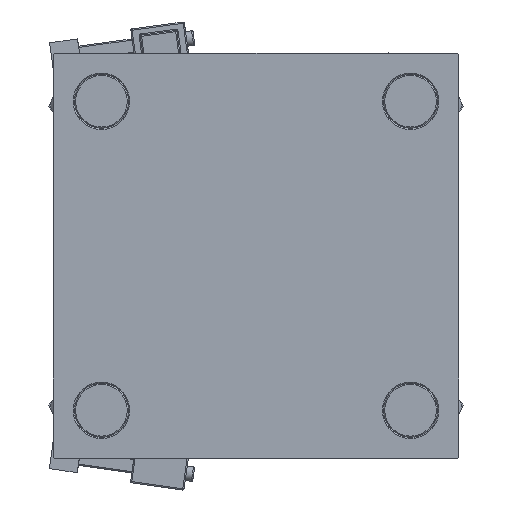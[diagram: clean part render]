
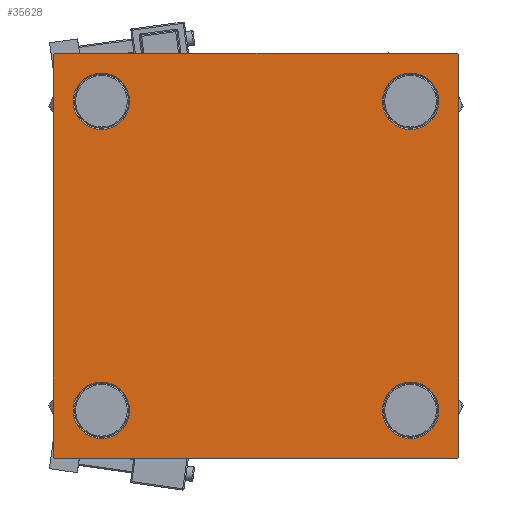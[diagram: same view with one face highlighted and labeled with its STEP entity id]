
A CAD part, left-side view. The second image highlights one B-rep face of the part: STEP entity #35628.
In plain terms, the highlighted planar face has unit normal (-1, 0, 0).
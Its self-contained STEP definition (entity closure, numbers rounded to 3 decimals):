
#415 = EDGE_LOOP ( 'NONE', ( #27082, #28299 ) ) ;
#597 = VECTOR ( 'NONE', #6300, 1000. ) ;
#647 = FACE_OUTER_BOUND ( 'NONE', #49859, .T. ) ;
#670 = DIRECTION ( 'NONE',  ( 0., 0.707, 0.707 ) ) ;
#1048 = EDGE_CURVE ( 'NONE', #44701, #15269, #1225, .T. ) ;
#1225 = LINE ( 'NONE', #26774, #597 ) ;
#1488 = CARTESIAN_POINT ( 'NONE',  ( 0., 82.5, 82.5 ) ) ;
#1521 = DIRECTION ( 'NONE',  ( 1., 0., 0. ) ) ;
#1583 = LINE ( 'NONE', #4818, #44503 ) ;
#2751 = EDGE_CURVE ( 'NONE', #5975, #12119, #42308, .T. ) ;
#2791 = DIRECTION ( 'NONE',  ( 1., 0., 0. ) ) ;
#3051 = CARTESIAN_POINT ( 'NONE',  ( 0., -82.25, -82.25 ) ) ;
#3198 = CARTESIAN_POINT ( 'NONE',  ( 0., -62.95, 74.45 ) ) ;
#3533 = EDGE_CURVE ( 'NONE', #8644, #5233, #4972, .T. ) ;
#4818 = CARTESIAN_POINT ( 'NONE',  ( 0., -82.5, 82.5 ) ) ;
#4972 = CIRCLE ( 'NONE', #11763, 11.5 ) ;
#5190 = VERTEX_POINT ( 'NONE', #7205 ) ;
#5233 = VERTEX_POINT ( 'NONE', #3198 ) ;
#5454 = CARTESIAN_POINT ( 'NONE',  ( 0., -82.5, -82. ) ) ;
#5936 = LINE ( 'NONE', #43197, #39989 ) ;
#5975 = VERTEX_POINT ( 'NONE', #18503 ) ;
#6300 = DIRECTION ( 'NONE',  ( 0., -1., 0. ) ) ;
#6485 = EDGE_CURVE ( 'NONE', #5190, #44701, #39625, .T. ) ;
#6661 = DIRECTION ( 'NONE',  ( 1., 0., 0. ) ) ;
#6873 = ORIENTED_EDGE ( 'NONE', *, *, #6485, .T. ) ;
#7099 = VECTOR ( 'NONE', #33952, 1000. ) ;
#7205 = CARTESIAN_POINT ( 'NONE',  ( 0., 82.5, -82. ) ) ;
#7548 = EDGE_CURVE ( 'NONE', #15269, #48469, #39508, .T. ) ;
#8499 = VECTOR ( 'NONE', #15397, 1000. ) ;
#8644 = VERTEX_POINT ( 'NONE', #47205 ) ;
#8723 = DIRECTION ( 'NONE',  ( 0., 0.707, -0.707 ) ) ;
#9180 = EDGE_CURVE ( 'NONE', #12119, #5975, #11831, .T. ) ;
#9489 = CARTESIAN_POINT ( 'NONE',  ( 0., 82.25, 82.25 ) ) ;
#9749 = CARTESIAN_POINT ( 'NONE',  ( 0., -62.95, -62.95 ) ) ;
#9842 = VERTEX_POINT ( 'NONE', #33966 ) ;
#10371 = CARTESIAN_POINT ( 'NONE',  ( 0., 62.95, 62.95 ) ) ;
#10466 = ORIENTED_EDGE ( 'NONE', *, *, #9180, .T. ) ;
#11233 = CARTESIAN_POINT ( 'NONE',  ( 0., 62.95, -62.95 ) ) ;
#11659 = EDGE_CURVE ( 'NONE', #9842, #5190, #5936, .T. ) ;
#11763 = AXIS2_PLACEMENT_3D ( 'NONE', #41730, #1521, #17746 ) ;
#11831 = CIRCLE ( 'NONE', #18625, 11.5 ) ;
#12119 = VERTEX_POINT ( 'NONE', #24122 ) ;
#12152 = ORIENTED_EDGE ( 'NONE', *, *, #11659, .T. ) ;
#12356 = FACE_BOUND ( 'NONE', #21400, .T. ) ;
#13253 = ORIENTED_EDGE ( 'NONE', *, *, #3533, .T. ) ;
#14209 = AXIS2_PLACEMENT_3D ( 'NONE', #38326, #37542, #46075 ) ;
#14686 = CARTESIAN_POINT ( 'NONE',  ( 0., 62.95, -51.45 ) ) ;
#15269 = VERTEX_POINT ( 'NONE', #42208 ) ;
#15397 = DIRECTION ( 'NONE',  ( 0., -0.707, -0.707 ) ) ;
#16344 = FACE_BOUND ( 'NONE', #30013, .T. ) ;
#16464 = ORIENTED_EDGE ( 'NONE', *, *, #1048, .T. ) ;
#16801 = AXIS2_PLACEMENT_3D ( 'NONE', #29589, #29341, #42842 ) ;
#16862 = DIRECTION ( 'NONE',  ( 0., 0., 1. ) ) ;
#16969 = DIRECTION ( 'NONE',  ( 1., 0., 0. ) ) ;
#17227 = EDGE_CURVE ( 'NONE', #41119, #9842, #41709, .T. ) ;
#17651 = CARTESIAN_POINT ( 'NONE',  ( 0., 82., 82.5 ) ) ;
#17746 = DIRECTION ( 'NONE',  ( 0., 0., 1. ) ) ;
#17970 = VERTEX_POINT ( 'NONE', #40701 ) ;
#18503 = CARTESIAN_POINT ( 'NONE',  ( 0., -62.95, -74.45 ) ) ;
#18625 = AXIS2_PLACEMENT_3D ( 'NONE', #9749, #30512, #41963 ) ;
#18865 = CARTESIAN_POINT ( 'NONE',  ( 0., 82.25, -82.25 ) ) ;
#19105 = EDGE_CURVE ( 'NONE', #41119, #38223, #21968, .T. ) ;
#19996 = AXIS2_PLACEMENT_3D ( 'NONE', #11233, #27477, #47197 ) ;
#20139 = CIRCLE ( 'NONE', #49914, 11.5 ) ;
#20837 = CIRCLE ( 'NONE', #29360, 11.5 ) ;
#21227 = CARTESIAN_POINT ( 'NONE',  ( 0., -62.95, 62.95 ) ) ;
#21400 = EDGE_LOOP ( 'NONE', ( #10466, #26621 ) ) ;
#21401 = CARTESIAN_POINT ( 'NONE',  ( 0., -82.25, 82.25 ) ) ;
#21743 = DIRECTION ( 'NONE',  ( 0., 0., 1. ) ) ;
#21968 = LINE ( 'NONE', #1488, #7099 ) ;
#22467 = ORIENTED_EDGE ( 'NONE', *, *, #42789, .T. ) ;
#22758 = FACE_BOUND ( 'NONE', #37928, .T. ) ;
#24122 = CARTESIAN_POINT ( 'NONE',  ( 0., -62.95, -51.45 ) ) ;
#25015 = AXIS2_PLACEMENT_3D ( 'NONE', #33368, #41110, #16862 ) ;
#25484 = EDGE_CURVE ( 'NONE', #49230, #51154, #29847, .T. ) ;
#26621 = ORIENTED_EDGE ( 'NONE', *, *, #2751, .T. ) ;
#26774 = CARTESIAN_POINT ( 'NONE',  ( 0., 82.5, -82.5 ) ) ;
#27082 = ORIENTED_EDGE ( 'NONE', *, *, #46242, .T. ) ;
#27257 = DIRECTION ( 'NONE',  ( 0., 0., 1. ) ) ;
#27477 = DIRECTION ( 'NONE',  ( 1., 0., 0. ) ) ;
#27789 = CARTESIAN_POINT ( 'NONE',  ( 0., 62.95, 62.95 ) ) ;
#27953 = VECTOR ( 'NONE', #43251, 1000. ) ;
#27983 = CARTESIAN_POINT ( 'NONE',  ( 0., -82.5, 82. ) ) ;
#28299 = ORIENTED_EDGE ( 'NONE', *, *, #38365, .T. ) ;
#29341 = DIRECTION ( 'NONE',  ( 1., 0., 0. ) ) ;
#29360 = AXIS2_PLACEMENT_3D ( 'NONE', #21227, #16969, #21743 ) ;
#29589 = CARTESIAN_POINT ( 'NONE',  ( 0., -62.95, -62.95 ) ) ;
#29746 = ORIENTED_EDGE ( 'NONE', *, *, #17227, .T. ) ;
#29847 = CIRCLE ( 'NONE', #46858, 11.5 ) ;
#29864 = EDGE_CURVE ( 'NONE', #42312, #48469, #1583, .T. ) ;
#30013 = EDGE_LOOP ( 'NONE', ( #22467, #36310 ) ) ;
#30192 = CIRCLE ( 'NONE', #19996, 11.5 ) ;
#30512 = DIRECTION ( 'NONE',  ( 1., 0., 0. ) ) ;
#31563 = ORIENTED_EDGE ( 'NONE', *, *, #29864, .F. ) ;
#33368 = CARTESIAN_POINT ( 'NONE',  ( 0., 0., 0. ) ) ;
#33952 = DIRECTION ( 'NONE',  ( 0., -1., 0. ) ) ;
#33966 = CARTESIAN_POINT ( 'NONE',  ( 0., 82.5, 82. ) ) ;
#35257 = CARTESIAN_POINT ( 'NONE',  ( 0., 82., -82.5 ) ) ;
#35403 = ORIENTED_EDGE ( 'NONE', *, *, #37864, .T. ) ;
#35507 = ORIENTED_EDGE ( 'NONE', *, *, #19105, .F. ) ;
#35628 = ADVANCED_FACE ( 'NONE', ( #22758, #12356, #48589, #16344, #647 ), #44849, .T. ) ;
#36310 = ORIENTED_EDGE ( 'NONE', *, *, #25484, .T. ) ;
#36786 = VECTOR ( 'NONE', #8723, 1000. ) ;
#37542 = DIRECTION ( 'NONE',  ( 1., 0., 0. ) ) ;
#37789 = DIRECTION ( 'NONE',  ( 0., 0., -1. ) ) ;
#37864 = EDGE_CURVE ( 'NONE', #5233, #8644, #20837, .T. ) ;
#37928 = EDGE_LOOP ( 'NONE', ( #35403, #13253 ) ) ;
#38223 = VERTEX_POINT ( 'NONE', #42125 ) ;
#38326 = CARTESIAN_POINT ( 'NONE',  ( 0., 62.95, -62.95 ) ) ;
#38365 = EDGE_CURVE ( 'NONE', #17970, #51653, #30192, .T. ) ;
#38395 = DIRECTION ( 'NONE',  ( 0., 0., -1. ) ) ;
#39508 = LINE ( 'NONE', #3051, #27953 ) ;
#39625 = LINE ( 'NONE', #18865, #8499 ) ;
#39989 = VECTOR ( 'NONE', #38395, 1000. ) ;
#40701 = CARTESIAN_POINT ( 'NONE',  ( 0., 62.95, -74.45 ) ) ;
#41110 = DIRECTION ( 'NONE',  ( -1., 0., 0. ) ) ;
#41119 = VERTEX_POINT ( 'NONE', #17651 ) ;
#41503 = ORIENTED_EDGE ( 'NONE', *, *, #48361, .T. ) ;
#41709 = LINE ( 'NONE', #9489, #36786 ) ;
#41730 = CARTESIAN_POINT ( 'NONE',  ( 0., -62.95, 62.95 ) ) ;
#41963 = DIRECTION ( 'NONE',  ( 0., 0., 1. ) ) ;
#42125 = CARTESIAN_POINT ( 'NONE',  ( 0., -82., 82.5 ) ) ;
#42208 = CARTESIAN_POINT ( 'NONE',  ( 0., -82., -82.5 ) ) ;
#42308 = CIRCLE ( 'NONE', #16801, 11.5 ) ;
#42312 = VERTEX_POINT ( 'NONE', #27983 ) ;
#42789 = EDGE_CURVE ( 'NONE', #51154, #49230, #20139, .T. ) ;
#42842 = DIRECTION ( 'NONE',  ( 0., 0., 1. ) ) ;
#42859 = DIRECTION ( 'NONE',  ( 0., 0., 1. ) ) ;
#43197 = CARTESIAN_POINT ( 'NONE',  ( 0., 82.5, 82.5 ) ) ;
#43251 = DIRECTION ( 'NONE',  ( 0., -0.707, 0.707 ) ) ;
#44503 = VECTOR ( 'NONE', #37789, 1000. ) ;
#44606 = ORIENTED_EDGE ( 'NONE', *, *, #7548, .T. ) ;
#44701 = VERTEX_POINT ( 'NONE', #35257 ) ;
#44849 = PLANE ( 'NONE',  #25015 ) ;
#45696 = CIRCLE ( 'NONE', #14209, 11.5 ) ;
#46075 = DIRECTION ( 'NONE',  ( 0., 0., 1. ) ) ;
#46242 = EDGE_CURVE ( 'NONE', #51653, #17970, #45696, .T. ) ;
#46858 = AXIS2_PLACEMENT_3D ( 'NONE', #10371, #6661, #42859 ) ;
#47197 = DIRECTION ( 'NONE',  ( 0., 0., 1. ) ) ;
#47205 = CARTESIAN_POINT ( 'NONE',  ( 0., -62.95, 51.45 ) ) ;
#48361 = EDGE_CURVE ( 'NONE', #42312, #38223, #49392, .T. ) ;
#48469 = VERTEX_POINT ( 'NONE', #5454 ) ;
#48589 = FACE_BOUND ( 'NONE', #415, .T. ) ;
#49230 = VERTEX_POINT ( 'NONE', #50516 ) ;
#49261 = VECTOR ( 'NONE', #670, 1000. ) ;
#49392 = LINE ( 'NONE', #21401, #49261 ) ;
#49859 = EDGE_LOOP ( 'NONE', ( #12152, #6873, #16464, #44606, #31563, #41503, #35507, #29746 ) ) ;
#49914 = AXIS2_PLACEMENT_3D ( 'NONE', #27789, #2791, #27257 ) ;
#49971 = CARTESIAN_POINT ( 'NONE',  ( 0., 62.95, 74.45 ) ) ;
#50516 = CARTESIAN_POINT ( 'NONE',  ( 0., 62.95, 51.45 ) ) ;
#51154 = VERTEX_POINT ( 'NONE', #49971 ) ;
#51653 = VERTEX_POINT ( 'NONE', #14686 ) ;
